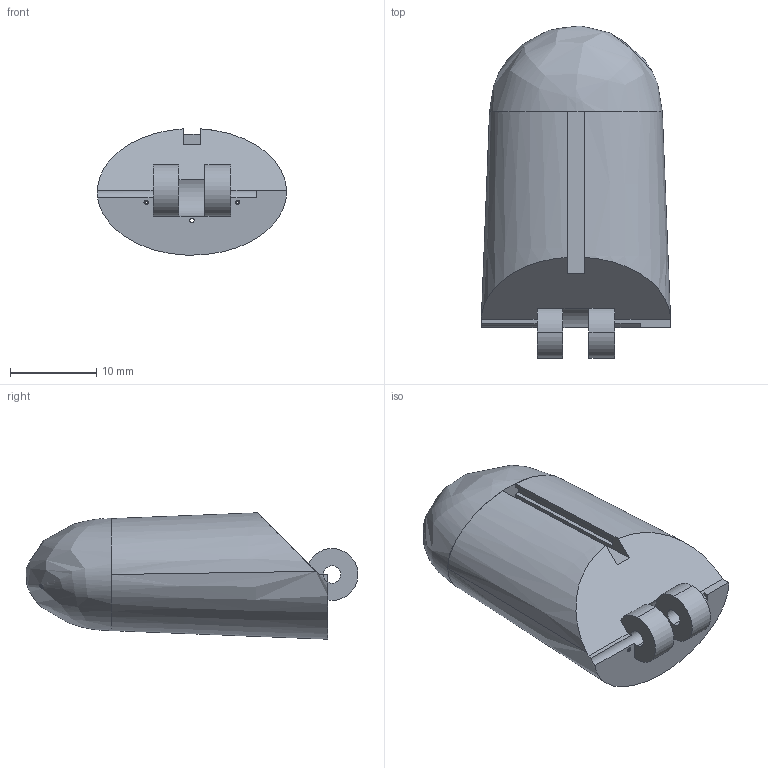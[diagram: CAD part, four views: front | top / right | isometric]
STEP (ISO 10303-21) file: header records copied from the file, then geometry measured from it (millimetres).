
FILE_DESCRIPTION (( 'STEP AP214' ), '1' );
FILE_NAME ('Part2t.STEP', '2025-12-21T18:43:01', ( '' ), ( '' ), 'SwSTEP 2.0', 'SolidWorks 2022', '' );
FILE_SCHEMA (( 'AUTOMOTIVE_DESIGN' ));
Length unit declared in the file: millimetre
Products named in the file (1): Part2t
Bounding box: 21.98 x 38.44 x 14.63 mm (x, y, z)
Volume: 6615.4 mm3; surface area: 2418.8 mm2
Topology: 1 solids, 1 shells, 57 faces, 159 edges, 101 vertices
Faces by surface type: plane 21, cylinder 17, bspline 15, torus 4
Entity records: 3019 total; most frequent: CARTESIAN_POINT 1639, ORIENTED_EDGE 316, DIRECTION 239, EDGE_CURVE 158, VERTEX_POINT 101, AXIS2_PLACEMENT_3D 86, LINE 67, VECTOR 67
